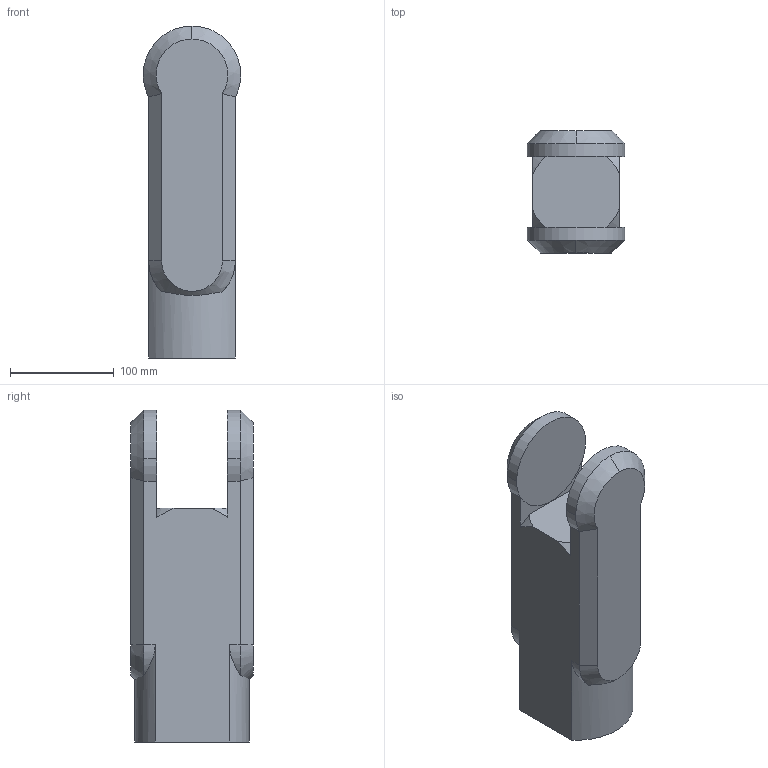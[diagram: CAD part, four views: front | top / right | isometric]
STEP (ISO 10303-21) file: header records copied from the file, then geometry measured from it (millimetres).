
FILE_DESCRIPTION(('STEP AP214'),'1');
FILE_NAME('L4.stp','2018-11-09T00:31:31',(' '),(' '),'Spatial InterOp 3D',' ',' ');
FILE_SCHEMA(('automotive_design'));
Length unit declared in the file: metre
Products named in the file (1): 1
Bounding box: 94 x 118 x 319.98 mm (x, y, z)
Volume: 2398977.1 mm3; surface area: 134446.1 mm2
Topology: 1 solids, 1 shells, 36 faces, 94 edges, 60 vertices
Faces by surface type: plane 14, cylinder 12, cone 8, bspline 2
Entity records: 1677 total; most frequent: CARTESIAN_POINT 505, ORIENTED_EDGE 188, DIRECTION 174, EDGE_CURVE 94, AXIS2_PLACEMENT_3D 65, VERTEX_POINT 60, LINE 44, VECTOR 44
